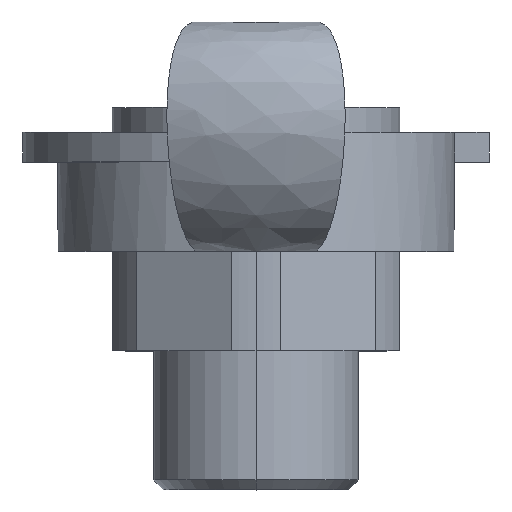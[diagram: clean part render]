
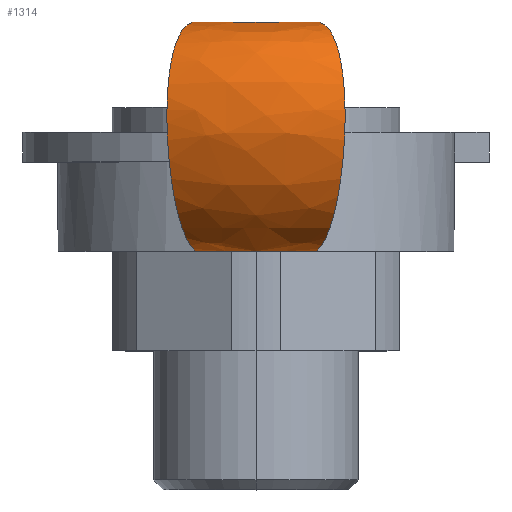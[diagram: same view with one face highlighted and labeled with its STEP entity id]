
A CAD part, top view. The second image highlights one B-rep face of the part: STEP entity #1314.
In plain terms, the highlighted free-form (B-spline) face has degree [3, 3] with [4, 4] control points.
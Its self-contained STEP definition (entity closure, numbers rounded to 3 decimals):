
#52 = DIRECTION ( 'NONE',  ( 0., 1., 0. ) ) ;
#108 = ORIENTED_EDGE ( 'NONE', *, *, #770, .T. ) ;
#111 = CARTESIAN_POINT ( 'NONE',  ( -3.167, 9.966, 31.11 ) ) ;
#176 = ORIENTED_EDGE ( 'NONE', *, *, #586, .F. ) ;
#206 = CARTESIAN_POINT ( 'NONE',  ( 9.208, 9.966, 29.206 ) ) ;
#213 = EDGE_LOOP ( 'NONE', ( #927, #1612, #708, #176, #108 ) ) ;
#233 = B_SPLINE_CURVE_WITH_KNOTS ( 'NONE', 3,
 ( #1398, #865, #603, #1418 ),
 .UNSPECIFIED., .F., .F.,
 ( 4, 4 ),
 ( 0., 1. ),
 .UNSPECIFIED. ) ;
#250 = CARTESIAN_POINT ( 'NONE',  ( 6.355, 31.091, 20.156 ) ) ;
#255 = AXIS2_PLACEMENT_3D ( 'NONE', #1253, #999, #882 ) ;
#261 = CARTESIAN_POINT ( 'NONE',  ( -9.208, 9.966, 29.206 ) ) ;
#292 = VERTEX_POINT ( 'NONE', #1456 ) ;
#318 = CARTESIAN_POINT ( 'NONE',  ( 6.355, 31.091, 20.156 ) ) ;
#319 = EDGE_CURVE ( 'NONE', #292, #1368, #367, .T. ) ;
#338 = CARTESIAN_POINT ( 'NONE',  ( 10.503, 30.035, 33.312 ) ) ;
#348 = CARTESIAN_POINT ( 'NONE',  ( 6.014, 8., 19.074 ) ) ;
#367 = CIRCLE ( 'NONE', #1165, 21.134 ) ;
#384 = CARTESIAN_POINT ( 'NONE',  ( 3.613, 30.035, 35.485 ) ) ;
#503 = CARTESIAN_POINT ( 'NONE',  ( 6.014, 8., 19.074 ) ) ;
#544 = VERTEX_POINT ( 'NONE', #1261 ) ;
#561 = CARTESIAN_POINT ( 'NONE',  ( 2.069, 8., 20.318 ) ) ;
#586 = EDGE_CURVE ( 'NONE', #544, #292, #981, .T. ) ;
#603 = CARTESIAN_POINT ( 'NONE',  ( -9.208, 9.966, 29.206 ) ) ;
#625 = EDGE_CURVE ( 'NONE', #1368, #1584, #884, .T. ) ;
#636 = CARTESIAN_POINT ( 'NONE',  ( 0., 31.091, 0. ) ) ;
#708 = ORIENTED_EDGE ( 'NONE', *, *, #319, .F. ) ;
#770 = EDGE_CURVE ( 'NONE', #544, #1079, #233, .T. ) ;
#794 =( BOUNDED_SURFACE ( )  B_SPLINE_SURFACE ( 3, 3, ( 
 ( #1519, #1773, #831, #1639 ),
 ( #1808, #384, #941, #1786 ),
 ( #1204, #1357, #111, #261 ),
 ( #1365, #561, #1096, #1485 ) ),
 .UNSPECIFIED., .F., .F., .T. ) 
 B_SPLINE_SURFACE_WITH_KNOTS ( ( 4, 4 ),
 ( 4, 4 ),
 ( 0., 1. ),
 ( 0., 1. ),
 .UNSPECIFIED. ) 
 GEOMETRIC_REPRESENTATION_ITEM ( )  RATIONAL_B_SPLINE_SURFACE ( (
 ( 1., 0.969, 0.969, 1.),
 ( 1., 0.969, 0.969, 1.),
 ( 1., 0.969, 0.969, 1.),
 ( 1., 0.969, 0.969, 1.) ) ) 
 REPRESENTATION_ITEM ( '' )  SURFACE ( )  );
#831 = CARTESIAN_POINT ( 'NONE',  ( -2.186, 31.091, 21.47 ) ) ;
#865 = CARTESIAN_POINT ( 'NONE',  ( -10.503, 30.035, 33.312 ) ) ;
#878 = DIRECTION ( 'NONE',  ( 0., 0., 1. ) ) ;
#882 = DIRECTION ( 'NONE',  ( 0., 0., 1. ) ) ;
#884 = B_SPLINE_CURVE_WITH_KNOTS ( 'NONE', 3,
 ( #318, #338, #206, #348 ),
 .UNSPECIFIED., .F., .F.,
 ( 4, 4 ),
 ( 0., 1. ),
 .UNSPECIFIED. ) ;
#899 = CIRCLE ( 'NONE', #255, 20. ) ;
#927 = ORIENTED_EDGE ( 'NONE', *, *, #1125, .T. ) ;
#941 = CARTESIAN_POINT ( 'NONE',  ( -3.613, 30.035, 35.485 ) ) ;
#981 = CIRCLE ( 'NONE', #1114, 21.134 ) ;
#999 = DIRECTION ( 'NONE',  ( 0., 1., 0. ) ) ;
#1079 = VERTEX_POINT ( 'NONE', #1577 ) ;
#1087 = FACE_OUTER_BOUND ( 'NONE', #213, .T. ) ;
#1096 = CARTESIAN_POINT ( 'NONE',  ( -2.069, 8., 20.318 ) ) ;
#1114 = AXIS2_PLACEMENT_3D ( 'NONE', #1613, #52, #878 ) ;
#1125 = EDGE_CURVE ( 'NONE', #1079, #1584, #899, .T. ) ;
#1165 = AXIS2_PLACEMENT_3D ( 'NONE', #636, #1647, #1209 ) ;
#1204 = CARTESIAN_POINT ( 'NONE',  ( 9.208, 9.966, 29.206 ) ) ;
#1209 = DIRECTION ( 'NONE',  ( 0., 0., 1. ) ) ;
#1253 = CARTESIAN_POINT ( 'NONE',  ( 0., 8., 0. ) ) ;
#1261 = CARTESIAN_POINT ( 'NONE',  ( -6.355, 31.091, 20.156 ) ) ;
#1314 = ADVANCED_FACE ( 'NONE', ( #1087 ), #794, .F. ) ;
#1357 = CARTESIAN_POINT ( 'NONE',  ( 3.167, 9.966, 31.11 ) ) ;
#1365 = CARTESIAN_POINT ( 'NONE',  ( 6.014, 8., 19.074 ) ) ;
#1368 = VERTEX_POINT ( 'NONE', #250 ) ;
#1398 = CARTESIAN_POINT ( 'NONE',  ( -6.355, 31.091, 20.156 ) ) ;
#1418 = CARTESIAN_POINT ( 'NONE',  ( -6.014, 8., 19.074 ) ) ;
#1456 = CARTESIAN_POINT ( 'NONE',  ( 0., 31.091, 21.134 ) ) ;
#1485 = CARTESIAN_POINT ( 'NONE',  ( -6.014, 8., 19.074 ) ) ;
#1519 = CARTESIAN_POINT ( 'NONE',  ( 6.355, 31.091, 20.156 ) ) ;
#1577 = CARTESIAN_POINT ( 'NONE',  ( -6.014, 8., 19.074 ) ) ;
#1584 = VERTEX_POINT ( 'NONE', #503 ) ;
#1612 = ORIENTED_EDGE ( 'NONE', *, *, #625, .F. ) ;
#1613 = CARTESIAN_POINT ( 'NONE',  ( 0., 31.091, 0. ) ) ;
#1639 = CARTESIAN_POINT ( 'NONE',  ( -6.355, 31.091, 20.156 ) ) ;
#1647 = DIRECTION ( 'NONE',  ( 0., 1., 0. ) ) ;
#1773 = CARTESIAN_POINT ( 'NONE',  ( 2.186, 31.091, 21.47 ) ) ;
#1786 = CARTESIAN_POINT ( 'NONE',  ( -10.503, 30.035, 33.312 ) ) ;
#1808 = CARTESIAN_POINT ( 'NONE',  ( 10.503, 30.035, 33.312 ) ) ;
